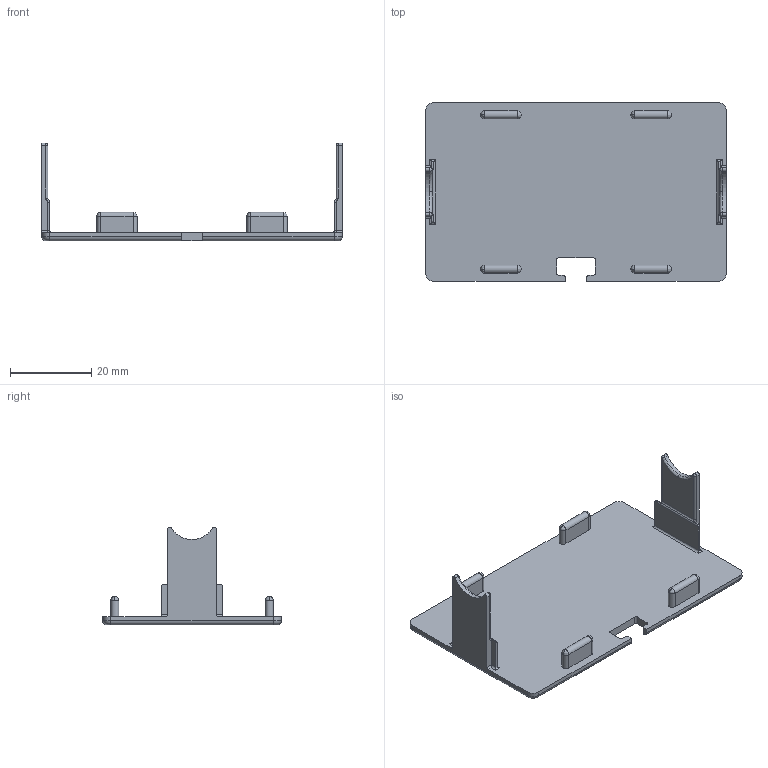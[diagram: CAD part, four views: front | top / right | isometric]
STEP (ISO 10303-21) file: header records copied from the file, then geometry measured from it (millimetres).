
FILE_DESCRIPTION (( 'STEP AP203' ), '1' );
FILE_NAME ('SAXT-104002_Default_sldprt.STEP', '2021-04-17T06:21:47', ( '' ), ( '' ), 'SwSTEP 2.0', 'SolidWorks 2013', '' );
FILE_SCHEMA (( 'CONFIG_CONTROL_DESIGN' ));
Length unit declared in the file: millimetre
Products named in the file (1): SAXT-104002_Default_sldprt
Bounding box: 74 x 44 x 24.04 mm (x, y, z)
Volume: 7489.6 mm3; surface area: 8461 mm2
Topology: 1 solids, 1 shells, 149 faces, 376 edges, 221 vertices
Faces by surface type: cylinder 71, plane 46, bspline 28, torus 4
Entity records: 4758 total; most frequent: CARTESIAN_POINT 1287, ORIENTED_EDGE 720, DIRECTION 715, EDGE_CURVE 360, AXIS2_PLACEMENT_3D 269, VERTEX_POINT 221, VECTOR 177, LINE 177
